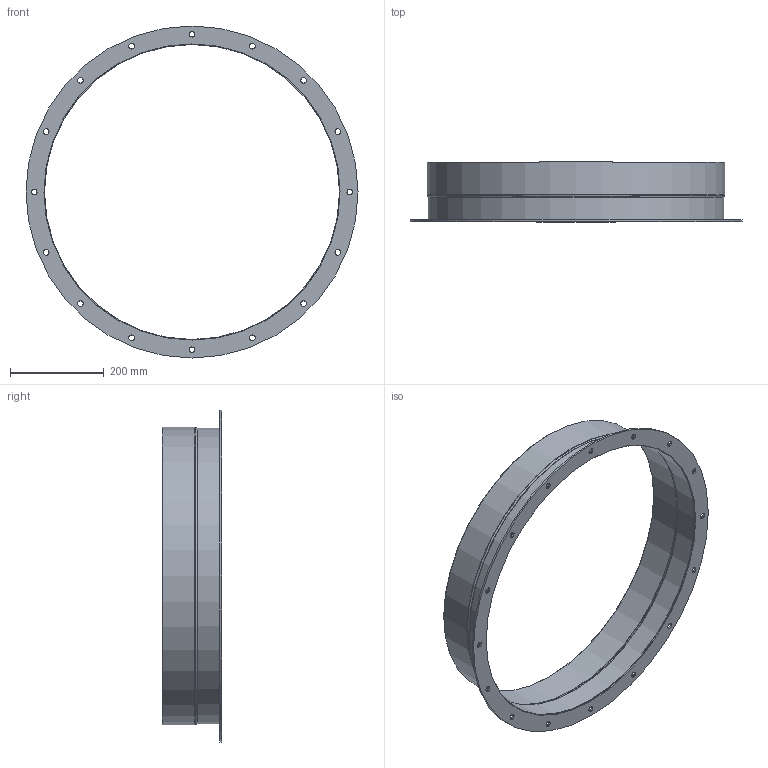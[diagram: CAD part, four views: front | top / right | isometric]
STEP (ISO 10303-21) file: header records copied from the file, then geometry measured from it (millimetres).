
FILE_DESCRIPTION(/* description */ ('Rörämne imkanal'),/* implementation_level */ '2;1');
FILE_NAME(/* name */ 'HSKFMH-08.stp',/* time_stamp */ '2015-07-10T13:27:28+02:00',/* author */ ('John'),/* organization */ (''),/* preprocessor_version */ 'ST-DEVELOPER v15.6',/* originating_system */ 'Autodesk Inventor 2015',/* authorisation */ '');
FILE_SCHEMA (('AUTOMOTIVE_DESIGN { 1 0 10303 214 3 1 1 }'));
Length unit declared in the file: millimetre
Products named in the file (3): HSKFMH-AA-08; HFSH-630; HSKFMH-08
Assembly tree (2 placements, depth 2):
  HSKFMH-08
    HSKFMH-AA-08
    HFSH-630
Bounding box: 709 x 127 x 709 mm (x, y, z)
Volume: 564102 mm3; surface area: 678948.2 mm2
Topology: 2 solids, 2 shells, 42 faces, 98 edges, 60 vertices
Faces by surface type: cylinder 22, plane 14, torus 4, cone 2
Full cylindrical faces by diameter (mm): 12 x16, 632.5 x1, 709 x1
Entity records: 1282 total; most frequent: DIRECTION 230, CARTESIAN_POINT 187, ORIENTED_EDGE 160, AXIS2_PLACEMENT_3D 103, EDGE_LOOP 94, EDGE_CURVE 80, VERTEX_POINT 60, CIRCLE 56
